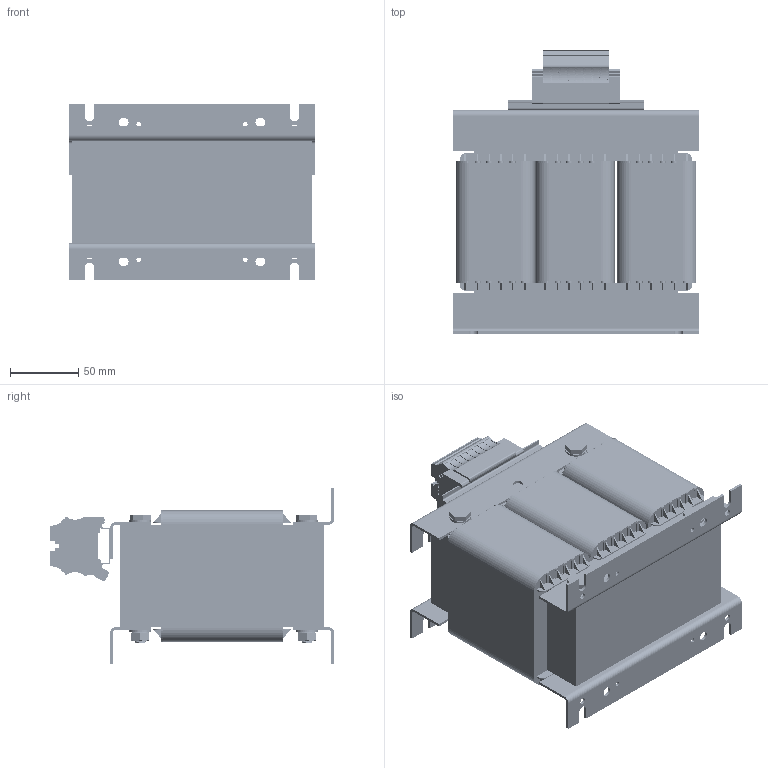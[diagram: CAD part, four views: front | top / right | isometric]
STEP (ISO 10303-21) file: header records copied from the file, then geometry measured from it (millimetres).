
FILE_DESCRIPTION(/* description */ (''),/* implementation_level */ '2;1');
FILE_NAME(/* name */ 'AUTX3.15.stp',/* time_stamp */ '2024-01-02T08:46:59+01:00',/* author */ ('ops'),/* organization */ (''),/* preprocessor_version */ 'ST-DEVELOPER v16.13',/* originating_system */ 'Autodesk Inventor 2018',/* authorisation */ '');
FILE_SCHEMA (('AUTOMOTIVE_DESIGN { 1 0 10303 214 3 1 1 }'));
Length unit declared in the file: millimetre
Products named in the file (13): Inductancia Toscano RC30; Núcleo 30x55 EIT; Carrete 30x40; bobina 40x60; 7xBOR0004+1xBOR0004T; AVK 4RD_tierra; AVK 4RD; 0.0.0.4.95040(KD3); Guía DIN 120; BRI30III_; TOR690E; ISO 4032 - M8; DIN 125 - A 8,4
Assembly tree (39 placements, depth 3):
  Inductancia Toscano RC30
    Núcleo 30x55 EIT
    Carrete 30x40  x3
    BRI30III_  x4
    bobina 40x60  x3
    7xBOR0004+1xBOR0004T
      AVK 4RD_tierra
      0.0.0.4.95040(KD3)  x2
      AVK 4RD  x7
      Guía DIN 120
    TOR690E  x4
    DIN 125 - A 8,4  x8
    ISO 4032 - M8  x4
Bounding box: 180 x 208.15 x 129 mm (x, y, z)
Volume: 2271758.9 mm3; surface area: 582091.6 mm2
Topology: 38 solids, 38 shells, 2453 faces, 6937 edges, 4578 vertices
Faces by surface type: plane 1700, cylinder 729, cone 16, bspline 8
Full cylindrical faces by diameter (mm): 3 x6, 3.5 x8, 4.3 x16, 4.917 x8, 5.8 x2, 6 x4, 6.647 x4, 7 x20, 8.4 x8, 16 x8
Entity records: 36097 total; most frequent: CARTESIAN_POINT 14950, ORIENTED_EDGE 4342, DIRECTION 4210, EDGE_CURVE 2171, LINE 1690, VECTOR 1690, VERTEX_POINT 1446, AXIS2_PLACEMENT_3D 1260
